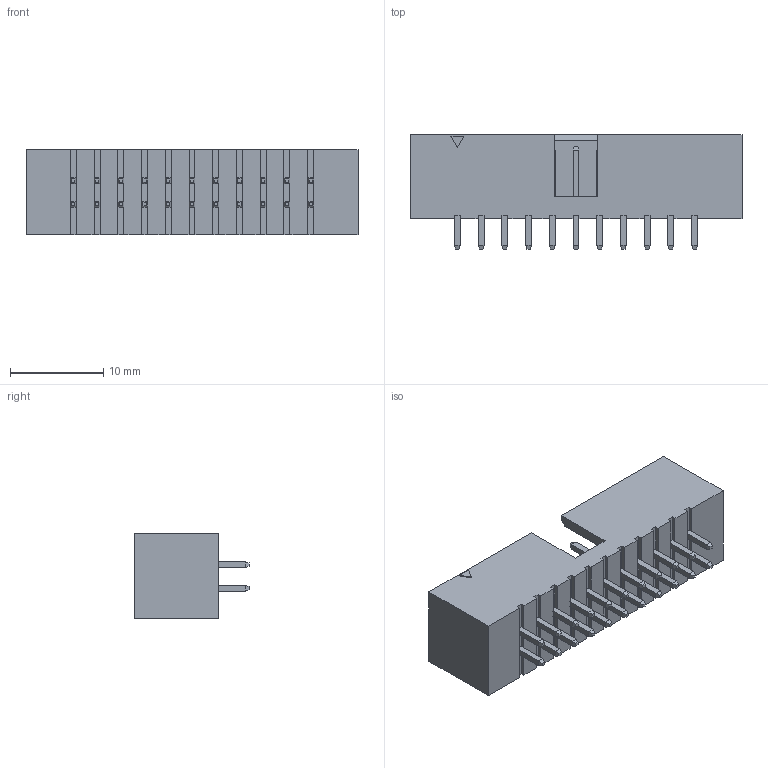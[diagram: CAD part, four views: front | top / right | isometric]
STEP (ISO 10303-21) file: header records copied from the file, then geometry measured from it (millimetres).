
FILE_DESCRIPTION (( 'STEP AP214' ), '1' );
FILE_NAME ('IDC-22MS (DS1013-22).STEP', '2022-03-30T18:51:02', ( 'Elessar' ), ( '' ), 'SwSTEP 2.0', 'SolidWorks 2018', '' );
FILE_SCHEMA (( 'AUTOMOTIVE_DESIGN' ));
Length unit declared in the file: millimetre
Products named in the file (1): IDC-22MS (DS1013-22)
Bounding box: 35.54 x 12.25 x 9.2 mm (x, y, z)
Volume: 1389.5 mm3; surface area: 2699.6 mm2
Topology: 23 solids, 23 shells, 441 faces, 1068 edges, 652 vertices
Faces by surface type: plane 441
Entity records: 16103 total; most frequent: CARTESIAN_POINT 2162, ORIENTED_EDGE 2136, DIRECTION 1952, VECTOR 1068, EDGE_CURVE 1068, LINE 1068, VERTEX_POINT 652, EDGE_LOOP 464
